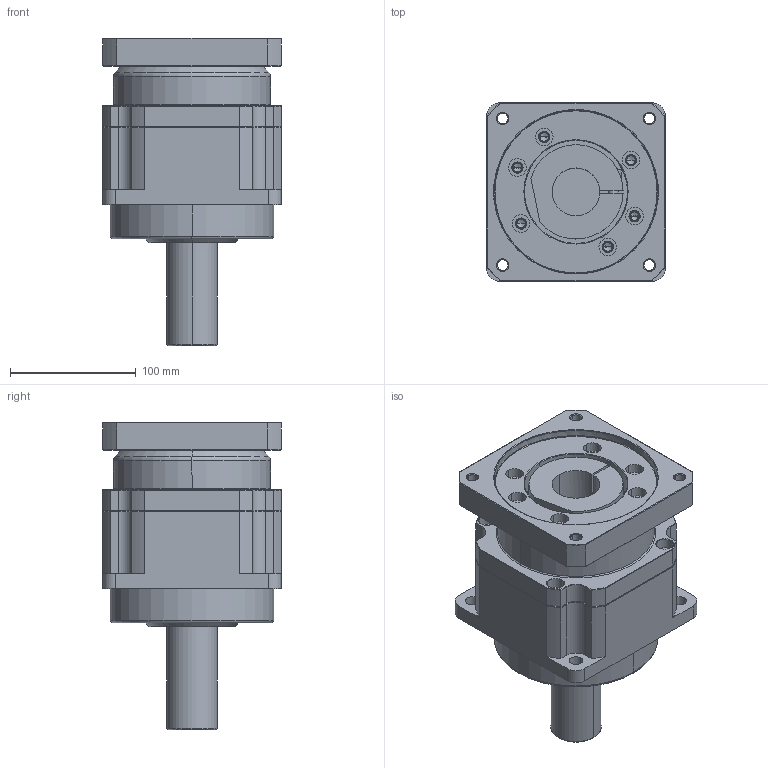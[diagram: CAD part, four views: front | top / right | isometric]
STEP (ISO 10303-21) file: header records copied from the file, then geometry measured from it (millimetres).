
FILE_DESCRIPTION((''),'2;1');
FILE_NAME('AF1401-P0403500401_ASM','2008-09-18T',('d00080'),(''),'PRO/ENGINEER BY PARAMETRIC TECHNOLOGY CORPORATION, 2006170','PRO/ENGINEER BY PARAMETRIC TECHNOLOGY CORPORATION, 2006170','');
FILE_SCHEMA(('CONFIG_CONTROL_DESIGN'));
Length unit declared in the file: millimetre
Products named in the file (4): AF1401; P1301500001; P0403500401; AF1401-P0403500401_ASM
Assembly tree (3 placements, depth 2):
  AF1401-P0403500401_ASM
    AF1401
    P1301500001
    P0403500401
Bounding box: 142 x 142 x 244.5 mm (x, y, z)
Volume: 2260399.3 mm3; surface area: 244563.1 mm2
Topology: 3 solids, 15 shells, 454 faces, 1055 edges, 637 vertices
Faces by surface type: cylinder 187, cone 110, plane 101, torus 56
Entity records: 13236 total; most frequent: DIRECTION 2467, CARTESIAN_POINT 2462, ORIENTED_EDGE 2032, EDGE_CURVE 1041, AXIS2_PLACEMENT_3D 1026, VERTEX_POINT 637, CIRCLE 559, EDGE_LOOP 542
